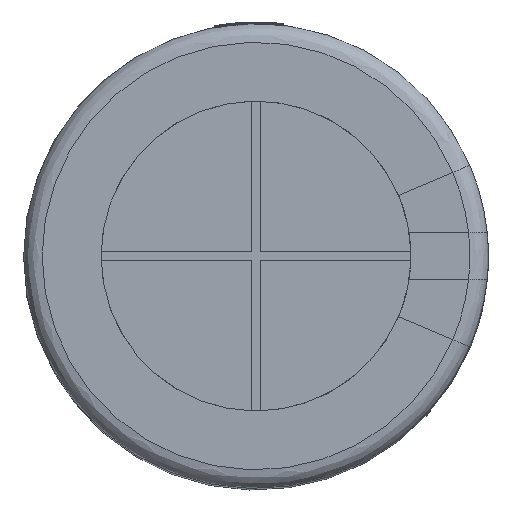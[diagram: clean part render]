
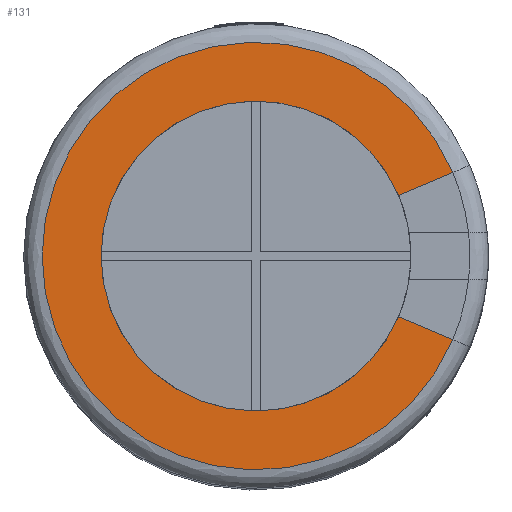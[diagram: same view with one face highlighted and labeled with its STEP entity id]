
A CAD part, top view. The second image highlights one B-rep face of the part: STEP entity #131.
In plain terms, the highlighted planar face has unit normal (0, 0, 1).
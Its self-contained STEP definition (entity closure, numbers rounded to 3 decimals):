
#99 = VERTEX_POINT('',#100);
#100 = CARTESIAN_POINT('',(3.117,-0.899,
    10.994));
#107 = EDGE_CURVE('',#108,#99,#110,.T.);
#108 = VERTEX_POINT('',#109);
#109 = CARTESIAN_POINT('',(3.117,0.899,10.994
    ));
#110 = CIRCLE('',#111,2.3);
#111 = AXIS2_PLACEMENT_3D('',#112,#113,#114);
#112 = CARTESIAN_POINT('',(1.,0.,10.994));
#113 = DIRECTION('',(0.,-0.,1.));
#114 = DIRECTION('',(0.921,0.391,0.));
#131 = ADVANCED_FACE('',(#132),#158,.T.);
#132 = FACE_BOUND('',#133,.F.);
#133 = EDGE_LOOP('',(#134,#145,#151,#152));
#134 = ORIENTED_EDGE('',*,*,#135,.T.);
#135 = EDGE_CURVE('',#136,#138,#140,.T.);
#136 = VERTEX_POINT('',#137);
#137 = CARTESIAN_POINT('',(2.534,0.651,10.994
    ));
#138 = VERTEX_POINT('',#139);
#139 = CARTESIAN_POINT('',(2.534,-0.651,
    10.994));
#140 = CIRCLE('',#141,1.667);
#141 = AXIS2_PLACEMENT_3D('',#142,#143,#144);
#142 = CARTESIAN_POINT('',(1.,0.,10.994));
#143 = DIRECTION('',(0.,-0.,1.));
#144 = DIRECTION('',(0.921,0.391,0.));
#145 = ORIENTED_EDGE('',*,*,#146,.T.);
#146 = EDGE_CURVE('',#138,#99,#147,.T.);
#147 = LINE('',#148,#149);
#148 = CARTESIAN_POINT('',(2.534,-0.651,
    10.994));
#149 = VECTOR('',#150,1.);
#150 = DIRECTION('',(0.921,-0.391,0.));
#151 = ORIENTED_EDGE('',*,*,#107,.F.);
#152 = ORIENTED_EDGE('',*,*,#153,.F.);
#153 = EDGE_CURVE('',#136,#108,#154,.T.);
#154 = LINE('',#155,#156);
#155 = CARTESIAN_POINT('',(2.534,0.651,10.994
    ));
#156 = VECTOR('',#157,1.);
#157 = DIRECTION('',(0.921,0.391,0.));
#158 = PLANE('',#159);
#159 = AXIS2_PLACEMENT_3D('',#160,#161,#162);
#160 = CARTESIAN_POINT('',(1.,0.,10.994));
#161 = DIRECTION('',(0.,0.,1.));
#162 = DIRECTION('',(0.921,0.391,0.));
